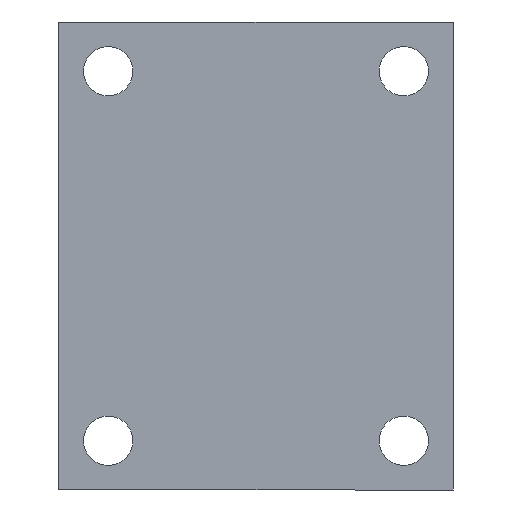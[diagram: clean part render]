
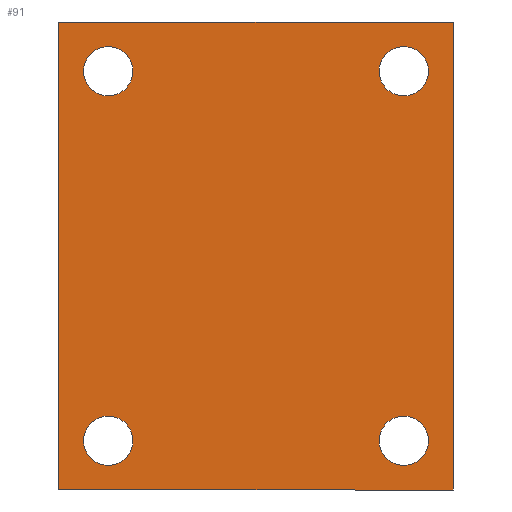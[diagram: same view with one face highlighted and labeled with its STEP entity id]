
A CAD part, front view. The second image highlights one B-rep face of the part: STEP entity #91.
In plain terms, the highlighted planar face has unit normal (0, -1, 0).
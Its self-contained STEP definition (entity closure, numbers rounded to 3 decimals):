
#27 = EDGE_LOOP ( 'NONE', ( #403, #401 ) ) ;
#34 = LINE ( 'NONE', #269, #400 ) ;
#35 = VERTEX_POINT ( 'NONE', #210 ) ;
#38 = DIRECTION ( 'NONE',  ( 0., 1., 0. ) ) ;
#46 = CIRCLE ( 'NONE', #417, 2. ) ;
#47 = DIRECTION ( 'NONE',  ( 0., 1., 0. ) ) ;
#48 = EDGE_CURVE ( 'NONE', #508, #392, #46, .T. ) ;
#54 = DIRECTION ( 'NONE',  ( 0., 0., 1. ) ) ;
#55 = CIRCLE ( 'NONE', #190, 2. ) ;
#59 = CARTESIAN_POINT ( 'NONE',  ( 16., 0., 19. ) ) ;
#61 = EDGE_CURVE ( 'NONE', #362, #101, #205, .T. ) ;
#81 = CIRCLE ( 'NONE', #147, 2. ) ;
#84 = DIRECTION ( 'NONE',  ( 0., 0., 1. ) ) ;
#85 = CARTESIAN_POINT ( 'NONE',  ( -16., 0., -19. ) ) ;
#86 = EDGE_CURVE ( 'NONE', #408, #474, #498, .T. ) ;
#88 = DIRECTION ( 'NONE',  ( -1., 0., 0. ) ) ;
#91 = ADVANCED_FACE ( 'NONE', ( #163, #99, #98, #504, #143 ), #133, .T. ) ;
#93 = CARTESIAN_POINT ( 'NONE',  ( 12., 0., 15. ) ) ;
#95 = VECTOR ( 'NONE', #277, 1000. ) ;
#98 = FACE_OUTER_BOUND ( 'NONE', #374, .T. ) ;
#99 = FACE_BOUND ( 'NONE', #115, .T. ) ;
#101 = VERTEX_POINT ( 'NONE', #425 ) ;
#110 = VERTEX_POINT ( 'NONE', #59 ) ;
#115 = EDGE_LOOP ( 'NONE', ( #274, #172 ) ) ;
#120 = DIRECTION ( 'NONE',  ( 0., 1., 0. ) ) ;
#126 = CARTESIAN_POINT ( 'NONE',  ( -12., 0., -17. ) ) ;
#133 = PLANE ( 'NONE',  #231 ) ;
#134 = EDGE_LOOP ( 'NONE', ( #161, #497 ) ) ;
#135 = CARTESIAN_POINT ( 'NONE',  ( 16., 0., -19. ) ) ;
#136 = DIRECTION ( 'NONE',  ( 0., 0., 1. ) ) ;
#143 = FACE_BOUND ( 'NONE', #134, .T. ) ;
#145 = CARTESIAN_POINT ( 'NONE',  ( -12., 0., -15. ) ) ;
#147 = AXIS2_PLACEMENT_3D ( 'NONE', #145, #356, #444 ) ;
#150 = CARTESIAN_POINT ( 'NONE',  ( 12., 0., 13. ) ) ;
#153 = LINE ( 'NONE', #395, #95 ) ;
#158 = DIRECTION ( 'NONE',  ( 0., 0., -1. ) ) ;
#161 = ORIENTED_EDGE ( 'NONE', *, *, #164, .T. ) ;
#163 = FACE_BOUND ( 'NONE', #366, .T. ) ;
#164 = EDGE_CURVE ( 'NONE', #512, #35, #272, .T. ) ;
#172 = ORIENTED_EDGE ( 'NONE', *, *, #375, .T. ) ;
#190 = AXIS2_PLACEMENT_3D ( 'NONE', #333, #38, #251 ) ;
#192 = CARTESIAN_POINT ( 'NONE',  ( -12., 0., -13. ) ) ;
#198 = EDGE_CURVE ( 'NONE', #101, #362, #249, .T. ) ;
#202 = ORIENTED_EDGE ( 'NONE', *, *, #435, .T. ) ;
#205 = CIRCLE ( 'NONE', #393, 2. ) ;
#210 = CARTESIAN_POINT ( 'NONE',  ( -12., 0., 17. ) ) ;
#217 = DIRECTION ( 'NONE',  ( 0., 1., 0. ) ) ;
#220 = EDGE_CURVE ( 'NONE', #110, #408, #350, .T. ) ;
#231 = AXIS2_PLACEMENT_3D ( 'NONE', #312, #343, #261 ) ;
#243 = CARTESIAN_POINT ( 'NONE',  ( -16., 0., 19. ) ) ;
#248 = CARTESIAN_POINT ( 'NONE',  ( 12., 0., -15. ) ) ;
#249 = CIRCLE ( 'NONE', #438, 2. ) ;
#250 = AXIS2_PLACEMENT_3D ( 'NONE', #342, #217, #285 ) ;
#251 = DIRECTION ( 'NONE',  ( 0., 0., 1. ) ) ;
#259 = DIRECTION ( 'NONE',  ( 0., 1., 0. ) ) ;
#261 = DIRECTION ( 'NONE',  ( 0., 0., -1. ) ) ;
#269 = CARTESIAN_POINT ( 'NONE',  ( -16., 0., -19. ) ) ;
#272 = CIRCLE ( 'NONE', #301, 2. ) ;
#274 = ORIENTED_EDGE ( 'NONE', *, *, #48, .T. ) ;
#275 = CIRCLE ( 'NONE', #250, 2. ) ;
#277 = DIRECTION ( 'NONE',  ( 1., 0., 0. ) ) ;
#280 = CARTESIAN_POINT ( 'NONE',  ( 12., 0., -17. ) ) ;
#284 = VERTEX_POINT ( 'NONE', #150 ) ;
#285 = DIRECTION ( 'NONE',  ( 0., 0., 1. ) ) ;
#286 = DIRECTION ( 'NONE',  ( 0., 0., 1. ) ) ;
#291 = DIRECTION ( 'NONE',  ( 0., 0., 1. ) ) ;
#296 = DIRECTION ( 'NONE',  ( 0., 1., 0. ) ) ;
#301 = AXIS2_PLACEMENT_3D ( 'NONE', #433, #259, #136 ) ;
#308 = CARTESIAN_POINT ( 'NONE',  ( 12., 0., 17. ) ) ;
#312 = CARTESIAN_POINT ( 'NONE',  ( 0., 0., 0. ) ) ;
#321 = EDGE_CURVE ( 'NONE', #410, #110, #153, .T. ) ;
#333 = CARTESIAN_POINT ( 'NONE',  ( -12., 0., 15. ) ) ;
#334 = ORIENTED_EDGE ( 'NONE', *, *, #86, .F. ) ;
#337 = EDGE_CURVE ( 'NONE', #474, #410, #34, .T. ) ;
#342 = CARTESIAN_POINT ( 'NONE',  ( 12., 0., 15. ) ) ;
#343 = DIRECTION ( 'NONE',  ( 0., -1., 0. ) ) ;
#346 = CIRCLE ( 'NONE', #415, 2. ) ;
#347 = CARTESIAN_POINT ( 'NONE',  ( 12., 0., -15. ) ) ;
#349 = VECTOR ( 'NONE', #158, 1000. ) ;
#350 = LINE ( 'NONE', #477, #349 ) ;
#356 = DIRECTION ( 'NONE',  ( 0., 1., 0. ) ) ;
#362 = VERTEX_POINT ( 'NONE', #280 ) ;
#366 = EDGE_LOOP ( 'NONE', ( #530, #202 ) ) ;
#374 = EDGE_LOOP ( 'NONE', ( #528, #334, #446, #396 ) ) ;
#375 = EDGE_CURVE ( 'NONE', #392, #508, #81, .T. ) ;
#392 = VERTEX_POINT ( 'NONE', #192 ) ;
#393 = AXIS2_PLACEMENT_3D ( 'NONE', #248, #47, #286 ) ;
#395 = CARTESIAN_POINT ( 'NONE',  ( 16., 0., 19. ) ) ;
#396 = ORIENTED_EDGE ( 'NONE', *, *, #321, .F. ) ;
#400 = VECTOR ( 'NONE', #485, 1000. ) ;
#401 = ORIENTED_EDGE ( 'NONE', *, *, #198, .T. ) ;
#403 = ORIENTED_EDGE ( 'NONE', *, *, #61, .T. ) ;
#405 = EDGE_CURVE ( 'NONE', #35, #512, #55, .T. ) ;
#408 = VERTEX_POINT ( 'NONE', #135 ) ;
#410 = VERTEX_POINT ( 'NONE', #243 ) ;
#415 = AXIS2_PLACEMENT_3D ( 'NONE', #93, #120, #291 ) ;
#417 = AXIS2_PLACEMENT_3D ( 'NONE', #454, #296, #84 ) ;
#421 = DIRECTION ( 'NONE',  ( 0., 1., 0. ) ) ;
#425 = CARTESIAN_POINT ( 'NONE',  ( 12., 0., -13. ) ) ;
#433 = CARTESIAN_POINT ( 'NONE',  ( -12., 0., 15. ) ) ;
#435 = EDGE_CURVE ( 'NONE', #464, #284, #346, .T. ) ;
#438 = AXIS2_PLACEMENT_3D ( 'NONE', #347, #421, #54 ) ;
#444 = DIRECTION ( 'NONE',  ( 0., 0., 1. ) ) ;
#446 = ORIENTED_EDGE ( 'NONE', *, *, #220, .F. ) ;
#449 = CARTESIAN_POINT ( 'NONE',  ( -12., 0., 13. ) ) ;
#454 = CARTESIAN_POINT ( 'NONE',  ( -12., 0., -15. ) ) ;
#460 = VECTOR ( 'NONE', #88, 1000. ) ;
#464 = VERTEX_POINT ( 'NONE', #308 ) ;
#474 = VERTEX_POINT ( 'NONE', #85 ) ;
#477 = CARTESIAN_POINT ( 'NONE',  ( 16., 0., -19. ) ) ;
#485 = DIRECTION ( 'NONE',  ( 0., 0., 1. ) ) ;
#497 = ORIENTED_EDGE ( 'NONE', *, *, #405, .T. ) ;
#498 = LINE ( 'NONE', #533, #460 ) ;
#504 = FACE_BOUND ( 'NONE', #27, .T. ) ;
#506 = EDGE_CURVE ( 'NONE', #284, #464, #275, .T. ) ;
#508 = VERTEX_POINT ( 'NONE', #126 ) ;
#512 = VERTEX_POINT ( 'NONE', #449 ) ;
#528 = ORIENTED_EDGE ( 'NONE', *, *, #337, .F. ) ;
#530 = ORIENTED_EDGE ( 'NONE', *, *, #506, .T. ) ;
#533 = CARTESIAN_POINT ( 'NONE',  ( 16., 0., -19. ) ) ;
